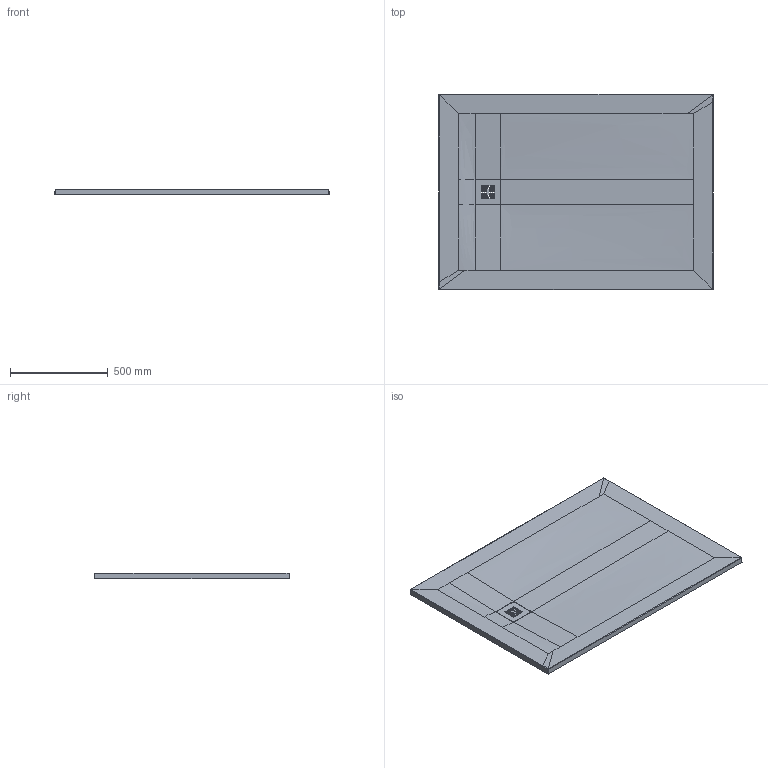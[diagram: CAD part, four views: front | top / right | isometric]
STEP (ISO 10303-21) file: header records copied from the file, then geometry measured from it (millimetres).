
FILE_DESCRIPTION(/* description */ (''),/* implementation_level */ '2;1');
FILE_NAME(/* name */ '720282',/* time_stamp */ '2022-02-10T08:46:35+01:00',/* author */ (''),/* organization */ (''),/* preprocessor_version */ 'ST-DEVELOPER v15',/* originating_system */ '',/* authorisation */ '');
FILE_SCHEMA (('AUTOMOTIVE_DESIGN'));
Length unit declared in the file: millimetre
Products named in the file (1): Document
Bounding box: 1400 x 1000 x 30.01 mm (x, y, z)
Volume: 21067.4 mm3; surface area: 1548560.2 mm2
Topology: 1 solids, 2 shells, 118 faces, 324 edges, 208 vertices
Faces by surface type: bspline 64, plane 54
Entity records: 8037 total; most frequent: CARTESIAN_POINT 5952, ORIENTED_EDGE 616, EDGE_CURVE 324, B_SPLINE_CURVE_WITH_KNOTS 304, VERTEX_POINT 208, EDGE_LOOP 138, ADVANCED_FACE 118, FACE_OUTER_BOUND 118
